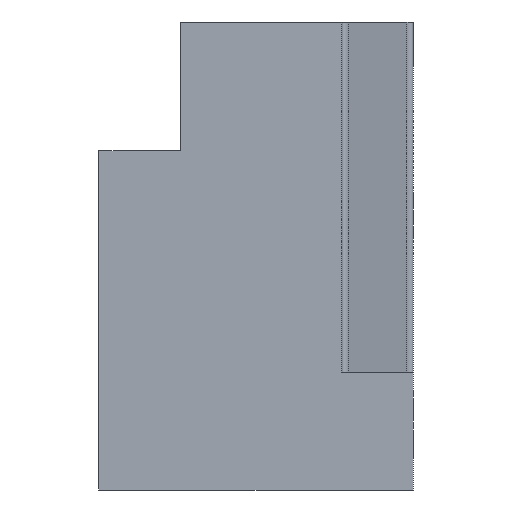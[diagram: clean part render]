
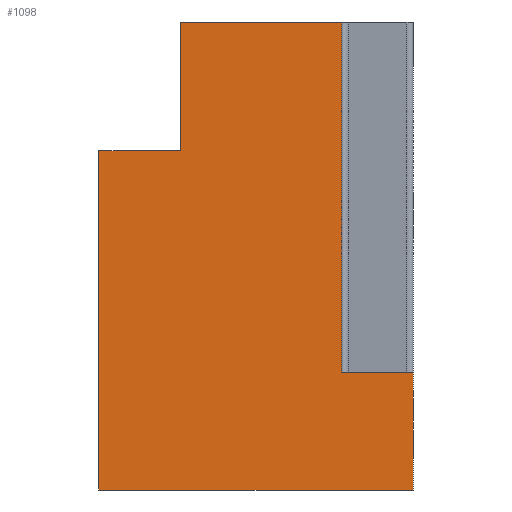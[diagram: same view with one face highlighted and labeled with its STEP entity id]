
A CAD part, left-side view. The second image highlights one B-rep face of the part: STEP entity #1098.
In plain terms, the highlighted planar face has unit normal (-1, 0, 0).
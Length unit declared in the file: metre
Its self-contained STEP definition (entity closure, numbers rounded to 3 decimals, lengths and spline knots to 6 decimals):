
#155=ORIENTED_EDGE('',*,*,#460,.F.);
#156=ORIENTED_EDGE('',*,*,#461,.T.);
#157=ORIENTED_EDGE('',*,*,#455,.T.);
#158=ORIENTED_EDGE('',*,*,#462,.F.);
#159=ORIENTED_EDGE('',*,*,#433,.F.);
#160=ORIENTED_EDGE('',*,*,#463,.T.);
#161=ORIENTED_EDGE('',*,*,#464,.T.);
#162=ORIENTED_EDGE('',*,*,#440,.T.);
#433=EDGE_CURVE('',#588,#589,#690,.T.);
#440=EDGE_CURVE('',#594,#593,#696,.T.);
#455=EDGE_CURVE('',#606,#607,#703,.T.);
#460=EDGE_CURVE('',#610,#593,#706,.T.);
#461=EDGE_CURVE('',#610,#606,#707,.T.);
#462=EDGE_CURVE('',#589,#607,#708,.T.);
#463=EDGE_CURVE('',#588,#611,#709,.T.);
#464=EDGE_CURVE('',#611,#594,#710,.T.);
#588=VERTEX_POINT('',#1582);
#589=VERTEX_POINT('',#1584);
#593=VERTEX_POINT('',#1598);
#594=VERTEX_POINT('',#1600);
#606=VERTEX_POINT('',#1642);
#607=VERTEX_POINT('',#1643);
#610=VERTEX_POINT('',#1652);
#611=VERTEX_POINT('',#1656);
#690=LINE('',#1583,#791);
#696=LINE('',#1599,#797);
#703=LINE('',#1641,#804);
#706=LINE('',#1651,#807);
#707=LINE('',#1653,#808);
#708=LINE('',#1654,#809);
#709=LINE('',#1655,#810);
#710=LINE('',#1657,#811);
#791=VECTOR('',#1285,1.);
#797=VECTOR('',#1293,1.);
#804=VECTOR('',#1310,1.);
#807=VECTOR('',#1319,1.);
#808=VECTOR('',#1320,1.);
#809=VECTOR('',#1321,1.);
#810=VECTOR('',#1322,1.);
#811=VECTOR('',#1323,1.);
#880=EDGE_LOOP('',(#155,#156,#157,#158,#159,#160,#161,#162));
#973=FACE_BOUND('',#880,.T.);
#1056=PLANE('',#1185);
#1098=ADVANCED_FACE('',(#973),#1056,.F.);
#1185=AXIS2_PLACEMENT_3D('',#1650,#1317,#1318);
#1285=DIRECTION('',(0.,0.,-1.));
#1293=DIRECTION('',(0.,1.,0.));
#1310=DIRECTION('',(0.,0.,-1.));
#1317=DIRECTION('',(1.,0.,0.));
#1318=DIRECTION('',(0.,0.,-1.));
#1319=DIRECTION('',(0.,0.,1.));
#1320=DIRECTION('',(0.,1.,0.));
#1321=DIRECTION('',(0.,1.,0.));
#1322=DIRECTION('',(0.,1.,0.));
#1323=DIRECTION('',(0.,0.,1.));
#1582=CARTESIAN_POINT('',(-0.015,-0.028701,0.010688));
#1583=CARTESIAN_POINT('',(-0.015,-0.028701,0.021377));
#1584=CARTESIAN_POINT('',(-0.015,-0.028701,0.));
#1598=CARTESIAN_POINT('',(-0.015,-0.00745,0.042753));
#1599=CARTESIAN_POINT('',(-0.015,-0.028701,0.042753));
#1600=CARTESIAN_POINT('',(-0.015,-0.0222,0.042753));
#1641=CARTESIAN_POINT('',(-0.015,0.,0.021377));
#1642=CARTESIAN_POINT('',(-0.015,0.,0.031));
#1643=CARTESIAN_POINT('',(-0.015,0.,0.));
#1650=CARTESIAN_POINT('',(-0.015,-0.028701,0.021377));
#1651=CARTESIAN_POINT('',(-0.015,-0.00745,0.031));
#1652=CARTESIAN_POINT('',(-0.015,-0.00745,0.031));
#1653=CARTESIAN_POINT('',(-0.015,-0.028701,0.031));
#1654=CARTESIAN_POINT('',(-0.015,-0.028701,0.));
#1655=CARTESIAN_POINT('',(-0.015,-0.028701,0.010688));
#1656=CARTESIAN_POINT('',(-0.015,-0.0222,0.010688));
#1657=CARTESIAN_POINT('',(-0.015,-0.0222,0.010688));
